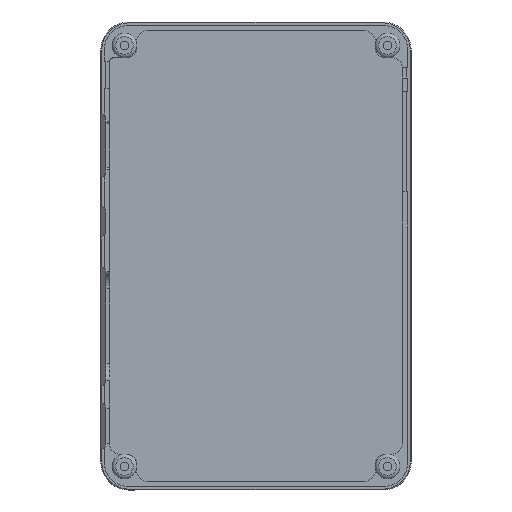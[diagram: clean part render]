
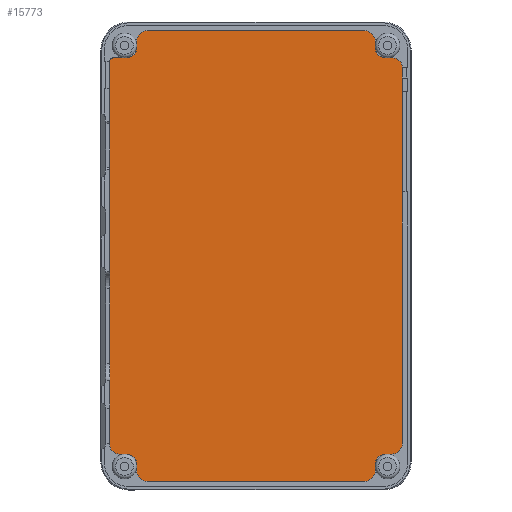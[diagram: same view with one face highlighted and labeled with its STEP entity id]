
A CAD part, front view. The second image highlights one B-rep face of the part: STEP entity #15773.
In plain terms, the highlighted planar face has unit normal (0, -1, 0).
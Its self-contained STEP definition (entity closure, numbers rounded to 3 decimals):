
#170=CIRCLE('',#16518,3.);
#171=CIRCLE('',#16523,3.);
#230=CIRCLE('',#16653,3.);
#231=CIRCLE('',#16655,3.);
#232=CIRCLE('',#16658,2.709);
#233=CIRCLE('',#16660,3.);
#238=CIRCLE('',#16672,0.899);
#239=CIRCLE('',#16675,2.727);
#240=CIRCLE('',#16678,3.);
#241=CIRCLE('',#16681,3.);
#242=CIRCLE('',#16684,3.);
#243=CIRCLE('',#16687,3.);
#1510=FACE_OUTER_BOUND('',#2370,.T.);
#2370=EDGE_LOOP('',(#12661,#12662,#12663,#12664,#12665,#12666,#12667,#12668,
#12669,#12670,#12671,#12672,#12673,#12674,#12675,#12676,#12677,#12678,#12679,
#12680,#12681,#12682,#12683,#12684));
#3604=LINE('',#24622,#5318);
#3641=LINE('',#24732,#5355);
#3645=LINE('',#24741,#5359);
#3647=LINE('',#24746,#5361);
#3650=LINE('',#24752,#5364);
#3719=LINE('',#25025,#5433);
#3731=LINE('',#25060,#5445);
#3735=LINE('',#25069,#5449);
#3737=LINE('',#25076,#5451);
#3740=LINE('',#25084,#5454);
#3743=LINE('',#25092,#5457);
#3746=LINE('',#25100,#5460);
#5318=VECTOR('',#18569,10.);
#5355=VECTOR('',#18668,10.);
#5359=VECTOR('',#18678,10.);
#5361=VECTOR('',#18682,10.);
#5364=VECTOR('',#18687,10.);
#5433=VECTOR('',#19026,10.);
#5445=VECTOR('',#19066,10.);
#5449=VECTOR('',#19076,10.);
#5451=VECTOR('',#19084,10.);
#5454=VECTOR('',#19093,10.);
#5457=VECTOR('',#19102,10.);
#5460=VECTOR('',#19111,10.);
#6958=VERTEX_POINT('',#24620);
#6959=VERTEX_POINT('',#24621);
#7000=VERTEX_POINT('',#24730);
#7001=VERTEX_POINT('',#24731);
#7002=VERTEX_POINT('',#24736);
#7003=VERTEX_POINT('',#24740);
#7004=VERTEX_POINT('',#24744);
#7005=VERTEX_POINT('',#24745);
#7006=VERTEX_POINT('',#24750);
#7007=VERTEX_POINT('',#24751);
#7008=VERTEX_POINT('',#24756);
#7075=VERTEX_POINT('',#25020);
#7076=VERTEX_POINT('',#25024);
#7085=VERTEX_POINT('',#25059);
#7086=VERTEX_POINT('',#25063);
#7087=VERTEX_POINT('',#25067);
#7088=VERTEX_POINT('',#25071);
#7089=VERTEX_POINT('',#25075);
#7090=VERTEX_POINT('',#25079);
#7091=VERTEX_POINT('',#25083);
#7092=VERTEX_POINT('',#25087);
#7093=VERTEX_POINT('',#25091);
#7094=VERTEX_POINT('',#25095);
#7095=VERTEX_POINT('',#25099);
#8840=EDGE_CURVE('',#6958,#6959,#3604,.T.);
#8898=EDGE_CURVE('',#7000,#7001,#3641,.T.);
#8901=EDGE_CURVE('',#7002,#7000,#170,.T.);
#8903=EDGE_CURVE('',#7003,#7002,#3645,.T.);
#8905=EDGE_CURVE('',#7004,#7005,#3647,.T.);
#8908=EDGE_CURVE('',#7006,#7007,#3650,.T.);
#8911=EDGE_CURVE('',#7008,#7006,#171,.T.);
#9044=EDGE_CURVE('',#7005,#7003,#230,.T.);
#9045=EDGE_CURVE('',#7075,#6958,#231,.T.);
#9047=EDGE_CURVE('',#7076,#7075,#3719,.T.);
#9050=EDGE_CURVE('',#7001,#7076,#232,.T.);
#9051=EDGE_CURVE('',#7007,#7004,#233,.T.);
#9065=EDGE_CURVE('',#7085,#7008,#3731,.T.);
#9067=EDGE_CURVE('',#7086,#7085,#238,.T.);
#9070=EDGE_CURVE('',#7087,#7086,#3735,.T.);
#9071=EDGE_CURVE('',#7088,#7087,#239,.T.);
#9073=EDGE_CURVE('',#7089,#7088,#3737,.T.);
#9075=EDGE_CURVE('',#7090,#7089,#240,.T.);
#9077=EDGE_CURVE('',#7091,#7090,#3740,.T.);
#9079=EDGE_CURVE('',#7092,#7091,#241,.T.);
#9081=EDGE_CURVE('',#7093,#7092,#3743,.T.);
#9083=EDGE_CURVE('',#7094,#7093,#242,.T.);
#9085=EDGE_CURVE('',#7095,#7094,#3746,.T.);
#9087=EDGE_CURVE('',#6959,#7095,#243,.T.);
#12661=ORIENTED_EDGE('',*,*,#9070,.F.);
#12662=ORIENTED_EDGE('',*,*,#9071,.F.);
#12663=ORIENTED_EDGE('',*,*,#9073,.F.);
#12664=ORIENTED_EDGE('',*,*,#9075,.F.);
#12665=ORIENTED_EDGE('',*,*,#9077,.F.);
#12666=ORIENTED_EDGE('',*,*,#9079,.F.);
#12667=ORIENTED_EDGE('',*,*,#9081,.F.);
#12668=ORIENTED_EDGE('',*,*,#9083,.F.);
#12669=ORIENTED_EDGE('',*,*,#9085,.F.);
#12670=ORIENTED_EDGE('',*,*,#9087,.F.);
#12671=ORIENTED_EDGE('',*,*,#8840,.F.);
#12672=ORIENTED_EDGE('',*,*,#9045,.F.);
#12673=ORIENTED_EDGE('',*,*,#9047,.F.);
#12674=ORIENTED_EDGE('',*,*,#9050,.F.);
#12675=ORIENTED_EDGE('',*,*,#8898,.F.);
#12676=ORIENTED_EDGE('',*,*,#8901,.F.);
#12677=ORIENTED_EDGE('',*,*,#8903,.F.);
#12678=ORIENTED_EDGE('',*,*,#9044,.F.);
#12679=ORIENTED_EDGE('',*,*,#8905,.F.);
#12680=ORIENTED_EDGE('',*,*,#9051,.F.);
#12681=ORIENTED_EDGE('',*,*,#8908,.F.);
#12682=ORIENTED_EDGE('',*,*,#8911,.F.);
#12683=ORIENTED_EDGE('',*,*,#9065,.F.);
#12684=ORIENTED_EDGE('',*,*,#9067,.F.);
#15080=PLANE('',#16688);
#15773=ADVANCED_FACE('',(#1510),#15080,.T.);
#16518=AXIS2_PLACEMENT_3D('',#24737,#18673,#18674);
#16523=AXIS2_PLACEMENT_3D('',#24757,#18692,#18693);
#16653=AXIS2_PLACEMENT_3D('',#25018,#19017,#19018);
#16655=AXIS2_PLACEMENT_3D('',#25021,#19021,#19022);
#16658=AXIS2_PLACEMENT_3D('',#25029,#19031,#19032);
#16660=AXIS2_PLACEMENT_3D('',#25031,#19035,#19036);
#16672=AXIS2_PLACEMENT_3D('',#25064,#19070,#19071);
#16675=AXIS2_PLACEMENT_3D('',#25072,#19079,#19080);
#16678=AXIS2_PLACEMENT_3D('',#25080,#19088,#19089);
#16681=AXIS2_PLACEMENT_3D('',#25088,#19097,#19098);
#16684=AXIS2_PLACEMENT_3D('',#25096,#19106,#19107);
#16687=AXIS2_PLACEMENT_3D('',#25103,#19115,#19116);
#16688=AXIS2_PLACEMENT_3D('',#25104,#19117,#19118);
#18569=DIRECTION('',(-1.,0.,0.));
#18668=DIRECTION('',(1.,0.,0.));
#18673=DIRECTION('center_axis',(0.,-1.,0.));
#18674=DIRECTION('ref_axis',(-0.707,0.,-0.707));
#18678=DIRECTION('',(0.,0.,-1.));
#18682=DIRECTION('',(1.,0.,0.));
#18687=DIRECTION('',(0.,0.,1.));
#18692=DIRECTION('center_axis',(0.,-1.,0.));
#18693=DIRECTION('ref_axis',(0.707,0.,-0.707));
#19017=DIRECTION('center_axis',(0.,1.,0.));
#19018=DIRECTION('ref_axis',(0.707,0.,0.707));
#19021=DIRECTION('center_axis',(0.,1.,0.));
#19022=DIRECTION('ref_axis',(0.707,0.,-0.707));
#19026=DIRECTION('',(0.,0.,-1.));
#19031=DIRECTION('center_axis',(0.,1.,0.));
#19032=DIRECTION('ref_axis',(0.707,0.,0.707));
#19035=DIRECTION('center_axis',(0.,1.,0.));
#19036=DIRECTION('ref_axis',(-0.707,0.,0.707));
#19066=DIRECTION('',(1.,0.,0.));
#19070=DIRECTION('center_axis',(0.,1.,0.));
#19071=DIRECTION('ref_axis',(-0.707,0.,0.707));
#19076=DIRECTION('',(0.,0.,1.));
#19079=DIRECTION('center_axis',(0.,1.,0.));
#19080=DIRECTION('ref_axis',(-0.707,0.,-0.707));
#19084=DIRECTION('',(-1.,0.,0.));
#19088=DIRECTION('center_axis',(0.,-1.,0.));
#19089=DIRECTION('ref_axis',(0.707,0.,0.707));
#19093=DIRECTION('',(0.,0.,1.));
#19097=DIRECTION('center_axis',(0.,1.,0.));
#19098=DIRECTION('ref_axis',(-0.707,0.,-0.707));
#19102=DIRECTION('',(-1.,0.,0.));
#19106=DIRECTION('center_axis',(0.,1.,0.));
#19107=DIRECTION('ref_axis',(0.707,0.,-0.707));
#19111=DIRECTION('',(0.,0.,-1.));
#19115=DIRECTION('center_axis',(0.,-1.,0.));
#19116=DIRECTION('ref_axis',(-0.707,0.,0.707));
#19117=DIRECTION('center_axis',(0.,-1.,0.));
#19118=DIRECTION('ref_axis',(0.,0.,
1.));
#24620=CARTESIAN_POINT('',(35.403,16.321,-56.677));
#24621=CARTESIAN_POINT('',(33.673,16.321,-56.677));
#24622=CARTESIAN_POINT('',(36.471,16.321,-56.677));
#24730=CARTESIAN_POINT('',(33.673,16.321,56.223));
#24731=CARTESIAN_POINT('',(35.694,16.321,56.223));
#24732=CARTESIAN_POINT('',(36.471,16.321,56.223));
#24736=CARTESIAN_POINT('',(30.673,16.321,59.223));
#24737=CARTESIAN_POINT('Origin',(33.673,16.321,59.223));
#24740=CARTESIAN_POINT('',(30.673,16.321,60.973));
#24741=CARTESIAN_POINT('',(30.673,16.321,-0.227));
#24744=CARTESIAN_POINT('',(-34.327,16.321,63.973));
#24745=CARTESIAN_POINT('',(27.673,16.321,63.973));
#24746=CARTESIAN_POINT('',(38.403,16.321,63.973));
#24750=CARTESIAN_POINT('',(-37.327,16.321,59.223));
#24751=CARTESIAN_POINT('',(-37.327,16.321,60.973));
#24752=CARTESIAN_POINT('',(-37.327,16.321,-0.227));
#24756=CARTESIAN_POINT('',(-40.327,16.321,56.223));
#24757=CARTESIAN_POINT('Origin',(-40.327,16.321,59.223));
#25018=CARTESIAN_POINT('Origin',(27.673,16.321,60.973));
#25020=CARTESIAN_POINT('',(38.403,16.321,-53.677));
#25021=CARTESIAN_POINT('Origin',(35.403,16.321,-53.677));
#25024=CARTESIAN_POINT('',(38.403,16.321,53.514));
#25025=CARTESIAN_POINT('',(38.403,16.321,-5.362));
#25029=CARTESIAN_POINT('Origin',(35.694,16.321,53.514));
#25031=CARTESIAN_POINT('Origin',(-34.327,16.321,60.973));
#25059=CARTESIAN_POINT('',(-44.128,16.321,56.223));
#25060=CARTESIAN_POINT('',(-1.387,16.321,56.223));
#25063=CARTESIAN_POINT('',(-45.027,16.321,55.324));
#25064=CARTESIAN_POINT('Origin',(-44.128,16.321,55.324));
#25067=CARTESIAN_POINT('',(-45.027,16.321,-53.95));
#25069=CARTESIAN_POINT('',(-45.027,16.321,-19.946));
#25071=CARTESIAN_POINT('',(-42.3,16.321,-56.677));
#25072=CARTESIAN_POINT('Origin',(-42.3,16.321,-53.95));
#25075=CARTESIAN_POINT('',(-40.327,16.321,-56.677));
#25076=CARTESIAN_POINT('',(-1.387,16.321,-56.677));
#25079=CARTESIAN_POINT('',(-37.327,16.321,-59.677));
#25080=CARTESIAN_POINT('Origin',(-40.327,16.321,-59.677));
#25083=CARTESIAN_POINT('',(-37.327,16.321,-61.427));
#25084=CARTESIAN_POINT('',(-37.327,16.321,-64.427));
#25087=CARTESIAN_POINT('',(-34.327,16.321,-64.427));
#25088=CARTESIAN_POINT('Origin',(-34.327,16.321,-61.427));
#25091=CARTESIAN_POINT('',(27.673,16.321,-64.427));
#25092=CARTESIAN_POINT('',(-3.312,16.321,-64.427));
#25095=CARTESIAN_POINT('',(30.673,16.321,-61.427));
#25096=CARTESIAN_POINT('Origin',(27.673,16.321,-61.427));
#25099=CARTESIAN_POINT('',(30.673,16.321,-59.677));
#25100=CARTESIAN_POINT('',(30.673,16.321,-64.427));
#25103=CARTESIAN_POINT('Origin',(33.673,16.321,-59.677));
#25104=CARTESIAN_POINT('Origin',(38.403,16.321,-64.427));
